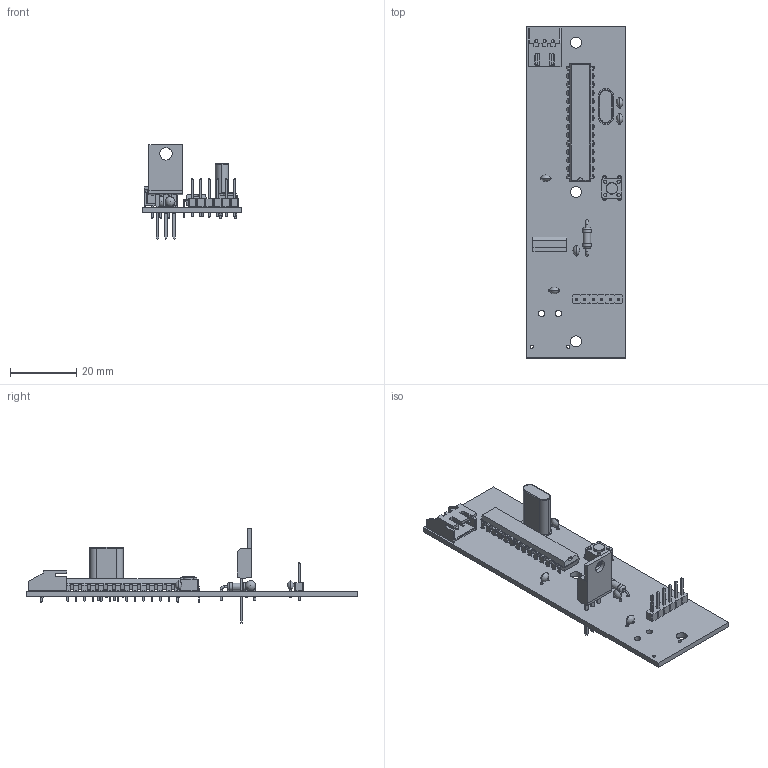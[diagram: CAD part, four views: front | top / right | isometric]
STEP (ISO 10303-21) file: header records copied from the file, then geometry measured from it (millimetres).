
FILE_DESCRIPTION(('KiCad electronic assembly'),'2;1');
FILE_NAME('led01.step','2025-02-14T12:54:09',('Pcbnew'),('Kicad'), 'Open CASCADE STEP processor 7.6','KiCad to STEP converter','Unknown' );
FILE_SCHEMA(('AUTOMOTIVE_DESIGN { 1 0 10303 214 1 1 1 1 }'));
Length unit declared in the file: millimetre
Products named in the file (18): led01 1; C_Disc_D3.0mm_W2.0mm_P2.50mm; C_Disc_D30mm_W20mm_P250mm; SW_PUSH_6mm; DIP-28_W7.62mm; PinHeader_1x06_P2.54mm_Vertical; PinHeader_1x06_P254mm_Vertical; R_Axial_DIN0207_L6.3mm_D2.5mm_P10.16mm_Horizontal; R_Axial_DIN0207_L63mm_D25mm_P1016mm_Horizontal; JST_XH_S3B-XH-A-1_1x03_P2.50mm_Horizontal; JST_S3B_XH_A_1; TO-220-3_Vertical; Crystal_HC18-U_Vertical; led01_PCB
Assembly tree (21 placements, depth 3):
  led01 1
    C_Disc_D3.0mm_W2.0mm_P2.50mm  x5
      C_Disc_D30mm_W20mm_P250mm
    SW_PUSH_6mm
      SW_PUSH_6mm
    DIP-28_W7.62mm
      DIP-28_W7.62mm
    PinHeader_1x06_P2.54mm_Vertical
      PinHeader_1x06_P254mm_Vertical
    R_Axial_DIN0207_L6.3mm_D2.5mm_P10.16mm_Horizontal
      R_Axial_DIN0207_L63mm_D25mm_P1016mm_Horizontal
    JST_XH_S3B-XH-A-1_1x03_P2.50mm_Horizontal
      JST_S3B_XH_A_1
    TO-220-3_Vertical
      TO-220-3_Vertical
    Crystal_HC18-U_Vertical
      Crystal_HC18-U_Vertical
    led01_PCB
Bounding box: 30 x 100 x 28.52 mm (x, y, z)
Volume: 6951.5 mm3; surface area: 10045.8 mm2
Topology: 13 solids, 13 shells, 1100 faces, 2923 edges, 1870 vertices
Faces by surface type: plane 808, cylinder 223, bspline 40, revolution 10, sphere 10, torus 9
Full cylindrical faces by diameter (mm): 0.5 x12, 0.6 x4, 0.8 x42, 0.95 x3, 1 x12, 1.1 x7, 1.9 x2, 2.25 x1, 2.5 x2, 3.34 x3, 3.5 x1, 3.735 x1
Entity records: 40079 total; most frequent: CARTESIAN_POINT 6325, ORIENTED_EDGE 5594, DIRECTION 5255, EDGE_CURVE 2797, LINE 2351, VECTOR 2351, VERTEX_POINT 1794, AXIS2_PLACEMENT_3D 1451
